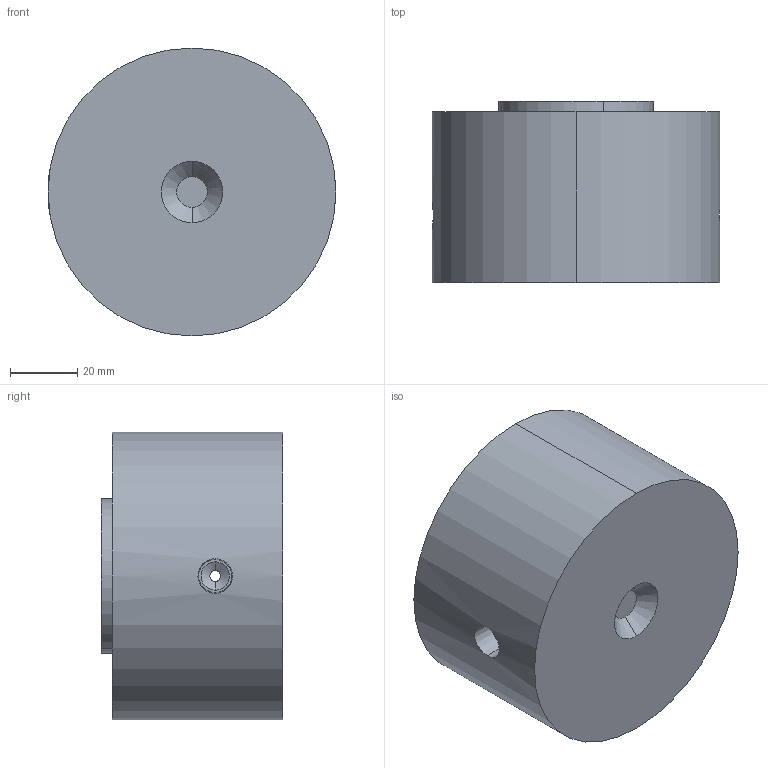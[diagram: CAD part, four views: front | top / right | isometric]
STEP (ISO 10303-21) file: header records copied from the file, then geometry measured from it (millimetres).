
FILE_DESCRIPTION (( 'STEP AP203' ), '1' );
FILE_NAME ('FP-20K-ASSEMBLY.STEP', '2022-05-24T18:24:21', ( '' ), ( '' ), 'SwSTEP 2.0', 'SolidWorks 2018', '' );
FILE_SCHEMA (( 'CONFIG_CONTROL_DESIGN' ));
Length unit declared in the file: inch
Products named in the file (4): FP-20k-BODY; FP-20K-puck; FP-20K-ASSEMBLY; 99142A620_BLACK-FINISH STEEL INTERNAL RETAINING RING- 20K_99142A620
Assembly tree (3 placements, depth 2):
  FP-20K-ASSEMBLY
    FP-20k-BODY
    FP-20K-puck
    99142A620_BLACK-FINISH STEEL INTERNAL RETAINING RING- 20K_99142A620
Bounding box: 85.72 x 53.98 x 85.72 mm (x, y, z)
Volume: 266632.7 mm3; surface area: 49962.2 mm2
Topology: 3 solids, 3 shells, 72 faces, 164 edges, 105 vertices
Faces by surface type: cylinder 41, plane 21, cone 10
Entity records: 2664 total; most frequent: CARTESIAN_POINT 551, DIRECTION 394, ORIENTED_EDGE 324, AXIS2_PLACEMENT_3D 164, EDGE_CURVE 162, VERTEX_POINT 105, EDGE_LOOP 89, CIRCLE 86
